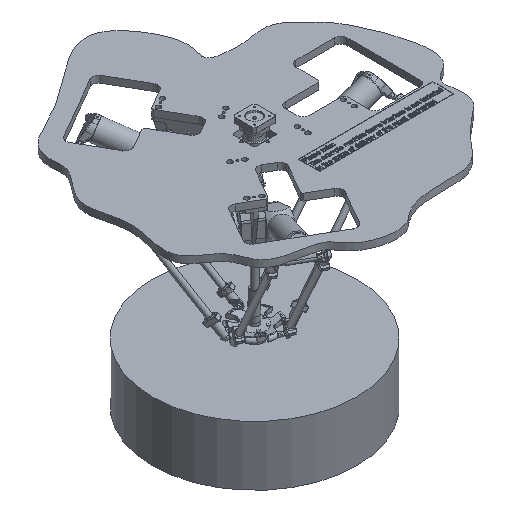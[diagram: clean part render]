
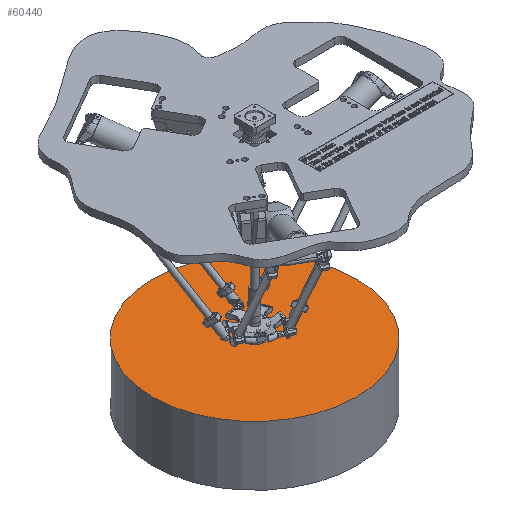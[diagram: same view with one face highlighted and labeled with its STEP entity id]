
A CAD part, isometric view. The second image highlights one B-rep face of the part: STEP entity #60440.
In plain terms, the highlighted face is planar.
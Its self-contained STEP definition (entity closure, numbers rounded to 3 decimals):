
#14743=PLANE('',#64497);
#19333=FACE_OUTER_BOUND('',#23424,.T.);
#23424=EDGE_LOOP('',(#54500));
#24677=CIRCLE('',#64495,300.);
#30107=VERTEX_POINT('',#117206);
#38238=EDGE_CURVE('',#30107,#30107,#24677,.T.);
#54500=ORIENTED_EDGE('',*,*,#38238,.T.);
#60440=ADVANCED_FACE('',(#19333),#14743,.T.);
#64495=AXIS2_PLACEMENT_3D('',#117207,#77182,#77183);
#64497=AXIS2_PLACEMENT_3D('',#117210,#77186,#77187);
#77182=DIRECTION('center_axis',(0.,1.,0.));
#77183=DIRECTION('ref_axis',(-1.,0.,0.));
#77186=DIRECTION('center_axis',(0.,1.,0.));
#77187=DIRECTION('ref_axis',(0.,0.,1.));
#117206=CARTESIAN_POINT('',(-300.,250.,0.));
#117207=CARTESIAN_POINT('Origin',(0.,250.,0.));
#117210=CARTESIAN_POINT('Origin',(-150.,250.,0.));
